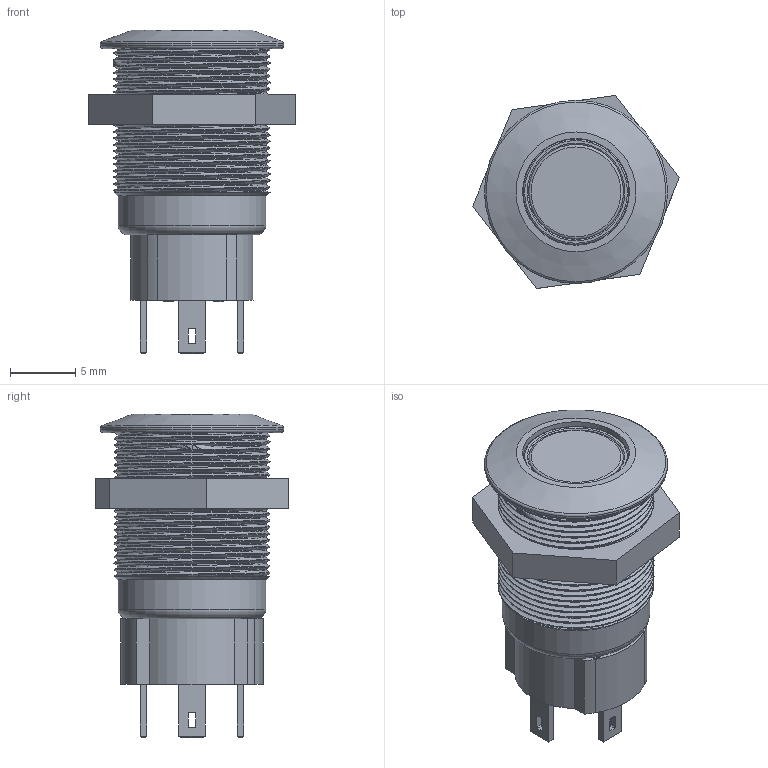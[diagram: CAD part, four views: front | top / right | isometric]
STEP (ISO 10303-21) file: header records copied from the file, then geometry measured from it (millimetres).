
FILE_DESCRIPTION(/* description */ (''),/* implementation_level */ '2;1');
FILE_NAME(/* name */ '12mm flat Round head Waterproof Momentary Latching Metal Push Button Switch v11.step',/* time_stamp */ '2020-01-28T11:28:59+01:00',/* author */ (''),/* organization */ (''),/* preprocessor_version */ 'ST-DEVELOPER v18',/* originating_system */ 'Autodesk Translation Framework v8.12.0.6',/* authorisation */ '');
FILE_SCHEMA (('AUTOMOTIVE_DESIGN { 1 0 10303 214 3 1 1 }'));
Length unit declared in the file: millimetre
Products named in the file (6): 12mm flat Round head Waterproof Momentary Latching Metal Push Button 
Switch; Body; button; Nut; latching; solderlug
Assembly tree (8 placements, depth 3):
  12mm flat Round head Waterproof Momentary Latching Metal Push Button 
Switch
    Body
    button
    Nut
    latching
      solderlug  x4
Bounding box: 15.79 x 14.76 x 24.73 mm (x, y, z)
Volume: 1495.3 mm3; surface area: 2619.8 mm2
Topology: 13 solids, 13 shells, 254 faces, 641 edges, 421 vertices
Faces by surface type: plane 123, cylinder 79, bspline 42, torus 6, cone 4
Full cylindrical faces by diameter (mm): 7.26 x2, 8.06 x1, 8.16 x1, 11.3 x1, 11.348 x22, 11.529 x1, 11.927 x22, 14 x1
Entity records: 11620 total; most frequent: CARTESIAN_POINT 6949, ORIENTED_EDGE 1018, DIRECTION 751, EDGE_CURVE 509, VERTEX_POINT 337, LINE 261, VECTOR 261, AXIS2_PLACEMENT_3D 245
